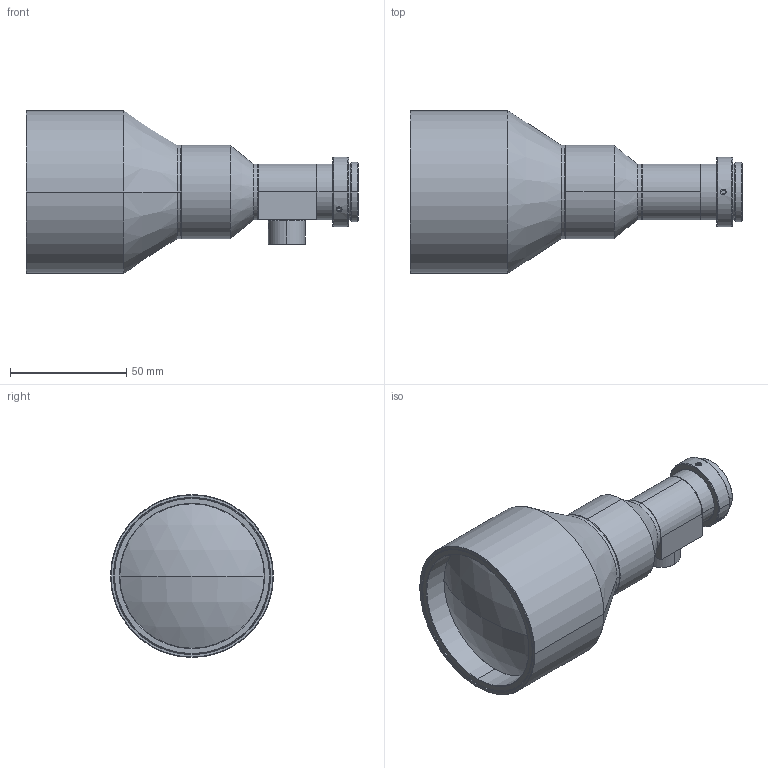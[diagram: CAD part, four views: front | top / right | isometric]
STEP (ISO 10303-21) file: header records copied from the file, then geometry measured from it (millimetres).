
FILE_DESCRIPTION(('FreeCAD Model'),'2;1');
FILE_NAME('Open CASCADE Shape Model','2025-01-22T11:58:27',(''),(''), 'Open CASCADE STEP processor 7.8','FreeCAD','Unknown');
FILE_SCHEMA(('AUTOMOTIVE_DESIGN { 1 0 10303 214 1 1 1 1 }'));
Length unit declared in the file: millimetre
Products named in the file (24): VA-LCM-TC-1-0.2X-WD110-015; 200_1_ASM; 201_ASM; NW22132A-301; NW22132A-511; NW22132A-501; 203_ASM; JD30303001; NW22132A-518; NW22132A-306; NW76132A-517; 504; NW2213A-503; NW22132A-515; 202_ASM001; 531; 317; 506; 505_ASM; _000; _33770; _46850; 202_ASM; NW22132A-502
Assembly tree (25 placements, depth 5):
  VA-LCM-TC-1-0.2X-WD110-015
    200_1_ASM
      201_ASM
        NW22132A-301
        NW22132A-511
        NW22132A-501
      203_ASM
        JD30303001  x3
        NW22132A-518
        NW22132A-306
        NW76132A-517
        504
        NW2213A-503
        NW22132A-515
      202_ASM001
        531
        317
        506
        505_ASM
          _000
          _33770
          _46850
      202_ASM
        NW22132A-502
Bounding box: 142.56 x 70 x 70 mm (x, y, z)
Volume: 110174.7 mm3; surface area: 66302.5 mm2
Topology: 19 solids, 19 shells, 503 faces, 1077 edges, 655 vertices
Faces by surface type: cylinder 183, cone 182, plane 126, sphere 8, torus 4
Entity records: 13847 total; most frequent: CARTESIAN_POINT 2561, DIRECTION 2505, ORIENTED_EDGE 2026, AXIS2_PLACEMENT_3D 1027, EDGE_CURVE 1013, VERTEX_POINT 615, FACE_BOUND 548, EDGE_LOOP 548
